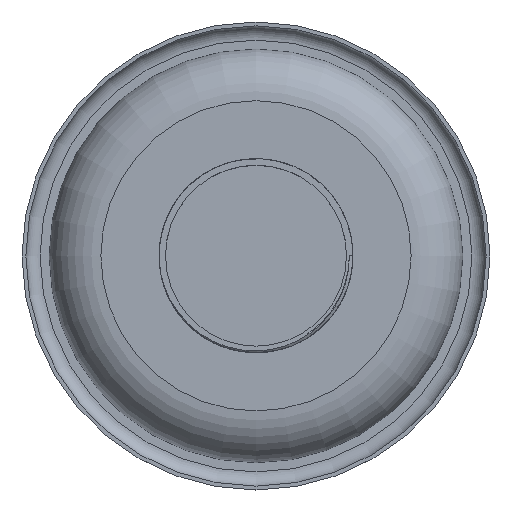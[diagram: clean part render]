
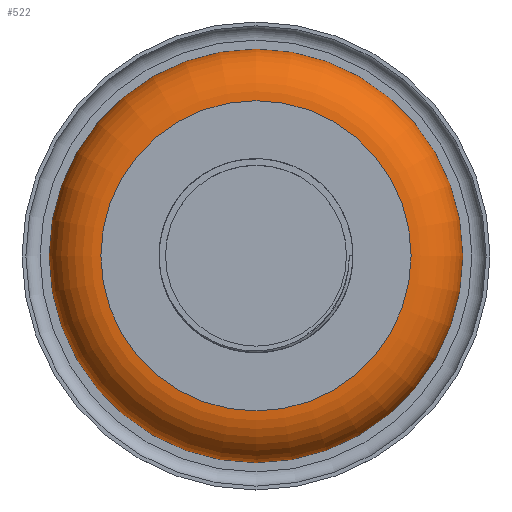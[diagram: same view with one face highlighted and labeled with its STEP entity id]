
A CAD part, top view. The second image highlights one B-rep face of the part: STEP entity #522.
In plain terms, the highlighted toroidal (fillet/blend) face has major radius 60 mm and minor radius 20 mm.
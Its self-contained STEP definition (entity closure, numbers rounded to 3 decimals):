
#522=ADVANCED_FACE('',(#4869,#4871),#4873,.T.);
#4869=FACE_BOUND('',#4870,.T.);
#4870=EDGE_LOOP('',(#5688,#5689));
#4871=FACE_OUTER_BOUND('',#4872,.T.);
#4872=EDGE_LOOP('',(#5690));
#4873=TOROIDAL_SURFACE('',#4874,60.,20.);
#4874=AXIS2_PLACEMENT_3D('',#4875,#4876,#4877);
#4875=CARTESIAN_POINT('',(0.,0.,-20.));
#4876=DIRECTION('',(0.,0.,1.));
#4877=DIRECTION('',(1.,0.,0.));
#5688=ORIENTED_EDGE('',*,*,#6030,.T.);
#5689=ORIENTED_EDGE('',*,*,#6031,.T.);
#5690=ORIENTED_EDGE('',*,*,#6026,.F.);
#6026=EDGE_CURVE('',#6245,#6245,#6246,.T.);
#6030=EDGE_CURVE('',#6253,#6254,#6255,.T.);
#6031=EDGE_CURVE('',#6254,#6253,#6256,.T.);
#6245=VERTEX_POINT('',#8808);
#6246=CIRCLE('',#8809,60.);
#6253=VERTEX_POINT('',#8828);
#6254=VERTEX_POINT('',#8829);
#6255=CIRCLE('',#8830,80.);
#6256=CIRCLE('',#8834,80.);
#8808=CARTESIAN_POINT('',(60.,0.,0.));
#8809=AXIS2_PLACEMENT_3D('',#8810,#8811,#8812);
#8810=CARTESIAN_POINT('',(0.,0.,0.));
#8811=DIRECTION('',(0.,0.,1.));
#8812=DIRECTION('',(1.,0.,0.));
#8828=CARTESIAN_POINT('',(80.,0.,-20.));
#8829=CARTESIAN_POINT('',(-80.,0.,-20.));
#8830=AXIS2_PLACEMENT_3D('',#8831,#8832,#8833);
#8831=CARTESIAN_POINT('',(0.,0.,-20.));
#8832=DIRECTION('',(0.,0.,1.));
#8833=DIRECTION('',(1.,0.,0.));
#8834=AXIS2_PLACEMENT_3D('',#8835,#8836,#8837);
#8835=CARTESIAN_POINT('',(0.,0.,-20.));
#8836=DIRECTION('',(0.,0.,1.));
#8837=DIRECTION('',(-1.,0.,0.));
